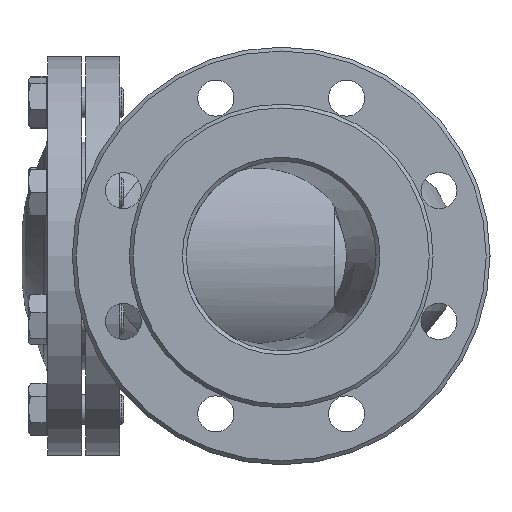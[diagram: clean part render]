
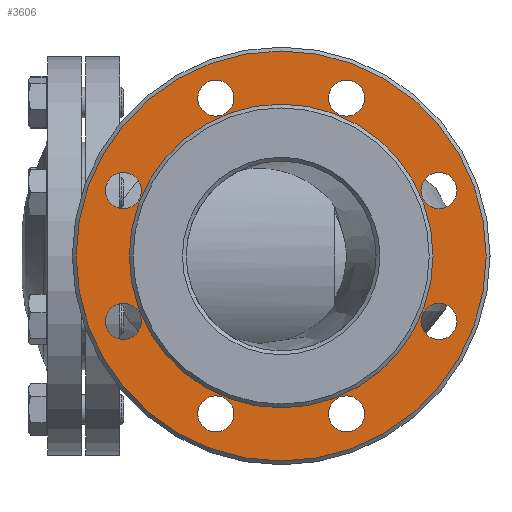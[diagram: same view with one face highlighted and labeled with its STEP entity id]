
A CAD part, left-side view. The second image highlights one B-rep face of the part: STEP entity #3606.
In plain terms, the highlighted planar face has unit normal (-1, 0, 0).
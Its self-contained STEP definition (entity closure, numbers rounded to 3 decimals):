
#582=FACE_BOUND('',#1275,.T.);
#583=FACE_BOUND('',#1276,.T.);
#584=FACE_BOUND('',#1277,.T.);
#585=FACE_BOUND('',#1278,.T.);
#586=FACE_BOUND('',#1279,.T.);
#587=FACE_BOUND('',#1280,.T.);
#588=FACE_BOUND('',#1281,.T.);
#589=FACE_BOUND('',#1282,.T.);
#590=FACE_BOUND('',#1283,.T.);
#654=PLANE('',#3964);
#816=CIRCLE('',#3963,108.);
#817=CIRCLE('',#3965,80.);
#818=CIRCLE('',#3966,9.5);
#819=CIRCLE('',#3967,9.5);
#820=CIRCLE('',#3968,9.5);
#821=CIRCLE('',#3969,9.5);
#822=CIRCLE('',#3970,9.5);
#823=CIRCLE('',#3971,9.5);
#824=CIRCLE('',#3972,9.5);
#825=CIRCLE('',#3973,9.5);
#1005=FACE_OUTER_BOUND('',#1274,.T.);
#1274=EDGE_LOOP('',(#3108));
#1275=EDGE_LOOP('',(#3109));
#1276=EDGE_LOOP('',(#3110));
#1277=EDGE_LOOP('',(#3111));
#1278=EDGE_LOOP('',(#3112));
#1279=EDGE_LOOP('',(#3113));
#1280=EDGE_LOOP('',(#3114));
#1281=EDGE_LOOP('',(#3115));
#1282=EDGE_LOOP('',(#3116));
#1283=EDGE_LOOP('',(#3117));
#1729=VERTEX_POINT('',#10150);
#1730=VERTEX_POINT('',#10154);
#1731=VERTEX_POINT('',#10156);
#1732=VERTEX_POINT('',#10158);
#1733=VERTEX_POINT('',#10160);
#1734=VERTEX_POINT('',#10162);
#1735=VERTEX_POINT('',#10164);
#1736=VERTEX_POINT('',#10166);
#1737=VERTEX_POINT('',#10168);
#1738=VERTEX_POINT('',#10170);
#2195=EDGE_CURVE('',#1729,#1729,#816,.T.);
#2196=EDGE_CURVE('',#1730,#1730,#817,.T.);
#2197=EDGE_CURVE('',#1731,#1731,#818,.T.);
#2198=EDGE_CURVE('',#1732,#1732,#819,.T.);
#2199=EDGE_CURVE('',#1733,#1733,#820,.T.);
#2200=EDGE_CURVE('',#1734,#1734,#821,.T.);
#2201=EDGE_CURVE('',#1735,#1735,#822,.T.);
#2202=EDGE_CURVE('',#1736,#1736,#823,.T.);
#2203=EDGE_CURVE('',#1737,#1737,#824,.T.);
#2204=EDGE_CURVE('',#1738,#1738,#825,.T.);
#3108=ORIENTED_EDGE('',*,*,#2195,.F.);
#3109=ORIENTED_EDGE('',*,*,#2196,.F.);
#3110=ORIENTED_EDGE('',*,*,#2197,.F.);
#3111=ORIENTED_EDGE('',*,*,#2198,.F.);
#3112=ORIENTED_EDGE('',*,*,#2199,.F.);
#3113=ORIENTED_EDGE('',*,*,#2200,.F.);
#3114=ORIENTED_EDGE('',*,*,#2201,.F.);
#3115=ORIENTED_EDGE('',*,*,#2202,.F.);
#3116=ORIENTED_EDGE('',*,*,#2203,.F.);
#3117=ORIENTED_EDGE('',*,*,#2204,.F.);
#3606=ADVANCED_FACE('',(#1005,#582,#583,#584,#585,#586,#587,#588,#589,#590),
#654,.F.);
#3963=AXIS2_PLACEMENT_3D('',#10152,#4728,#4729);
#3964=AXIS2_PLACEMENT_3D('',#10153,#4730,#4731);
#3965=AXIS2_PLACEMENT_3D('',#10155,#4732,#4733);
#3966=AXIS2_PLACEMENT_3D('',#10157,#4734,#4735);
#3967=AXIS2_PLACEMENT_3D('',#10159,#4736,#4737);
#3968=AXIS2_PLACEMENT_3D('',#10161,#4738,#4739);
#3969=AXIS2_PLACEMENT_3D('',#10163,#4740,#4741);
#3970=AXIS2_PLACEMENT_3D('',#10165,#4742,#4743);
#3971=AXIS2_PLACEMENT_3D('',#10167,#4744,#4745);
#3972=AXIS2_PLACEMENT_3D('',#10169,#4746,#4747);
#3973=AXIS2_PLACEMENT_3D('',#10171,#4748,#4749);
#4728=DIRECTION('center_axis',(1.,0.,0.));
#4729=DIRECTION('ref_axis',(0.,0.,1.));
#4730=DIRECTION('center_axis',(1.,0.,0.));
#4731=DIRECTION('ref_axis',(0.,0.,-1.));
#4732=DIRECTION('center_axis',(-1.,0.,0.));
#4733=DIRECTION('ref_axis',(0.,-1.,0.));
#4734=DIRECTION('center_axis',(-1.,0.,0.));
#4735=DIRECTION('ref_axis',(0.,0.,1.));
#4736=DIRECTION('center_axis',(-1.,0.,0.));
#4737=DIRECTION('ref_axis',(0.,0.,1.));
#4738=DIRECTION('center_axis',(-1.,0.,0.));
#4739=DIRECTION('ref_axis',(0.,0.,1.));
#4740=DIRECTION('center_axis',(-1.,0.,0.));
#4741=DIRECTION('ref_axis',(0.,0.,1.));
#4742=DIRECTION('center_axis',(-1.,0.,0.));
#4743=DIRECTION('ref_axis',(0.,0.,1.));
#4744=DIRECTION('center_axis',(-1.,0.,0.));
#4745=DIRECTION('ref_axis',(0.,0.,1.));
#4746=DIRECTION('center_axis',(-1.,0.,0.));
#4747=DIRECTION('ref_axis',(0.,0.,1.));
#4748=DIRECTION('center_axis',(-1.,0.,0.));
#4749=DIRECTION('ref_axis',(0.,0.,1.));
#10150=CARTESIAN_POINT('',(2.,0.,-108.));
#10152=CARTESIAN_POINT('Origin',(2.,0.,0.));
#10153=CARTESIAN_POINT('Origin',(2.,0.,0.));
#10154=CARTESIAN_POINT('',(2.,80.,0.));
#10155=CARTESIAN_POINT('Origin',(2.,0.,0.));
#10156=CARTESIAN_POINT('',(2.,-83.149,-43.942));
#10157=CARTESIAN_POINT('Origin',(2.,-83.149,-34.442));
#10158=CARTESIAN_POINT('',(2.,-83.149,24.942));
#10159=CARTESIAN_POINT('Origin',(2.,-83.149,34.442));
#10160=CARTESIAN_POINT('',(2.,-34.442,73.649));
#10161=CARTESIAN_POINT('Origin',(2.,-34.442,83.149));
#10162=CARTESIAN_POINT('',(2.,34.442,73.649));
#10163=CARTESIAN_POINT('Origin',(2.,34.442,83.149));
#10164=CARTESIAN_POINT('',(2.,83.149,24.942));
#10165=CARTESIAN_POINT('Origin',(2.,83.149,34.442));
#10166=CARTESIAN_POINT('',(2.,83.149,-43.942));
#10167=CARTESIAN_POINT('Origin',(2.,83.149,-34.442));
#10168=CARTESIAN_POINT('',(2.,34.442,-92.649));
#10169=CARTESIAN_POINT('Origin',(2.,34.442,-83.149));
#10170=CARTESIAN_POINT('',(2.,-34.442,-92.649));
#10171=CARTESIAN_POINT('Origin',(2.,-34.442,-83.149));
